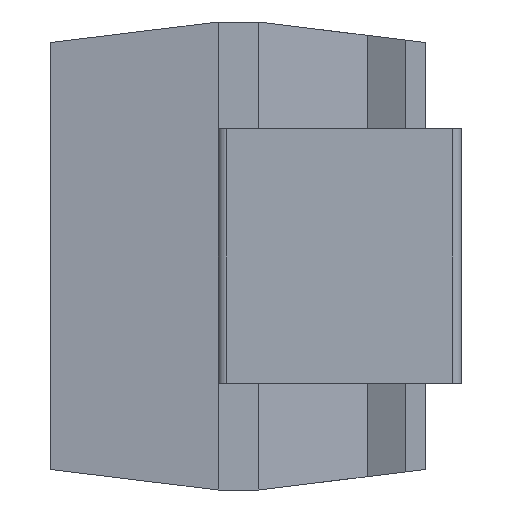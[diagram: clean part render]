
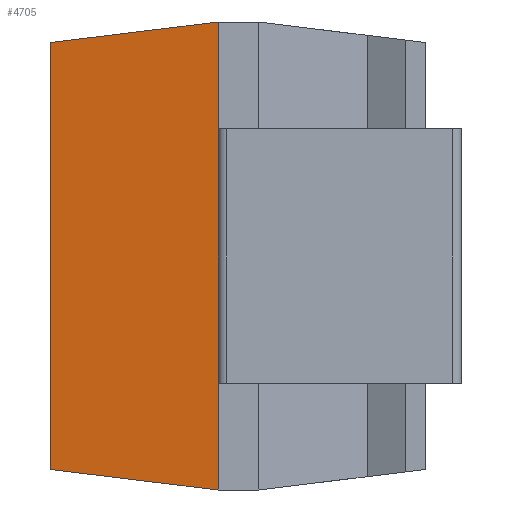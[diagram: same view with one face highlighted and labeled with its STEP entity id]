
A CAD part, left-side view. The second image highlights one B-rep face of the part: STEP entity #4705.
In plain terms, the highlighted planar face has unit normal (-0.993, 0.122, 0).
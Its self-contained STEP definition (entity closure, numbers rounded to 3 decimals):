
#2897 = CARTESIAN_POINT ( 'NONE',  ( 0., 0.229, 2.058 ) ) ;
#2903 = CARTESIAN_POINT ( 'NONE',  ( 0.117, 1.182, 0. ) ) ;
#2904 = LINE ( 'NONE', #2903, #2957 ) ;
#2909 = CARTESIAN_POINT ( 'NONE',  ( 0.117, 1.182, 2.548 ) ) ;
#2924 = CARTESIAN_POINT ( 'NONE',  ( 0., 0.229, 0. ) ) ;
#2952 = CARTESIAN_POINT ( 'NONE',  ( 0., 0.229, 0.608 ) ) ;
#2954 = CARTESIAN_POINT ( 'NONE',  ( 0.117, 1.182, 0.117 ) ) ;
#2956 = DIRECTION ( 'NONE',  ( 0., 0., 1. ) ) ;
#2957 = VECTOR ( 'NONE', #2956, 1000. ) ;
#2972 = DIRECTION ( 'NONE',  ( 0., 0., 1. ) ) ;
#2973 = VECTOR ( 'NONE', #2972, 1000. ) ;
#2974 = CARTESIAN_POINT ( 'NONE',  ( 0., 0.229, 0. ) ) ;
#2981 = LINE ( 'NONE', #2974, #2973 ) ;
#3005 = DIRECTION ( 'NONE',  ( 0., 0., 1. ) ) ;
#3006 = VECTOR ( 'NONE', #3005, 1000. ) ;
#3007 = CARTESIAN_POINT ( 'NONE',  ( 0., 0.229, 0. ) ) ;
#3008 = LINE ( 'NONE', #3007, #3006 ) ;
#3011 = CARTESIAN_POINT ( 'NONE',  ( 0., 0.229, 2.665 ) ) ;
#3052 = DIRECTION ( 'NONE',  ( 0., 0., 1. ) ) ;
#3053 = VECTOR ( 'NONE', #3052, 1000. ) ;
#3054 = CARTESIAN_POINT ( 'NONE',  ( 0., 0.229, 2.058 ) ) ;
#3057 = LINE ( 'NONE', #3054, #3053 ) ;
#3085 = FACE_OUTER_BOUND ( 'NONE', #4678, .T. ) ;
#3123 = DIRECTION ( 'NONE',  ( -0.122, -0.993, 0. ) ) ;
#3124 = DIRECTION ( 'NONE',  ( -0.993, 0.122, 0. ) ) ;
#3125 = CARTESIAN_POINT ( 'NONE',  ( 0., 0.229, 0. ) ) ;
#3126 = AXIS2_PLACEMENT_3D ( 'NONE', #3125, #3124, #3123 ) ;
#3131 = PLANE ( 'NONE',  #3126 ) ;
#3138 = CARTESIAN_POINT ( 'NONE',  ( 0., 0.229, 0. ) ) ;
#3139 = LINE ( 'NONE', #3138, #3193 ) ;
#3148 = LINE ( 'NONE', #3152, #3166 ) ;
#3151 = DIRECTION ( 'NONE',  ( -0.121, -0.985, 0.121 ) ) ;
#3152 = CARTESIAN_POINT ( 'NONE',  ( 0., 0.229, 2.665 ) ) ;
#3166 = VECTOR ( 'NONE', #3151, 1000. ) ;
#3192 = DIRECTION ( 'NONE',  ( -0.121, -0.985, -0.121 ) ) ;
#3193 = VECTOR ( 'NONE', #3192, 1000. ) ;
#4631 = VERTEX_POINT ( 'NONE', #2924 ) ;
#4640 = VERTEX_POINT ( 'NONE', #2909 ) ;
#4642 = VERTEX_POINT ( 'NONE', #2897 ) ;
#4651 = VERTEX_POINT ( 'NONE', #2954 ) ;
#4652 = EDGE_CURVE ( 'NONE', #4651, #4640, #2904, .T. ) ;
#4655 = VERTEX_POINT ( 'NONE', #2952 ) ;
#4660 = EDGE_CURVE ( 'NONE', #4631, #4655, #2981, .T. ) ;
#4666 = EDGE_CURVE ( 'NONE', #4642, #4668, #3008, .T. ) ;
#4668 = VERTEX_POINT ( 'NONE', #3011 ) ;
#4671 = ORIENTED_EDGE ( 'NONE', *, *, #4666, .T. ) ;
#4678 = EDGE_LOOP ( 'NONE', ( #4706, #4697, #4671, #4717, #4716, #4736 ) ) ;
#4690 = EDGE_CURVE ( 'NONE', #4655, #4642, #3057, .T. ) ;
#4697 = ORIENTED_EDGE ( 'NONE', *, *, #4690, .T. ) ;
#4705 = ADVANCED_FACE ( 'NONE', ( #3085 ), #3131, .T. ) ;
#4706 = ORIENTED_EDGE ( 'NONE', *, *, #4660, .T. ) ;
#4716 = ORIENTED_EDGE ( 'NONE', *, *, #4652, .F. ) ;
#4717 = ORIENTED_EDGE ( 'NONE', *, *, #4724, .F. ) ;
#4724 = EDGE_CURVE ( 'NONE', #4640, #4668, #3148, .T. ) ;
#4728 = EDGE_CURVE ( 'NONE', #4651, #4631, #3139, .T. ) ;
#4736 = ORIENTED_EDGE ( 'NONE', *, *, #4728, .T. ) ;
